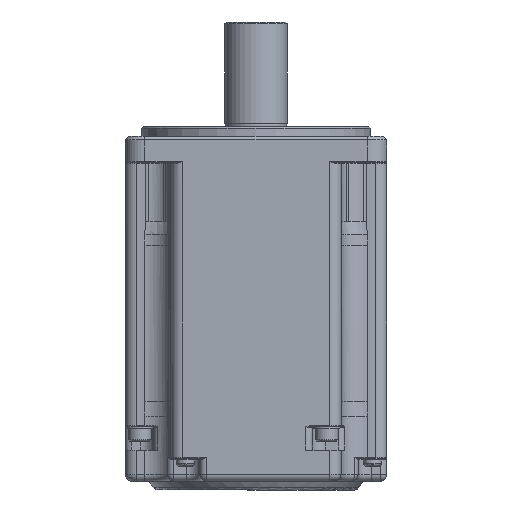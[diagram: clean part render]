
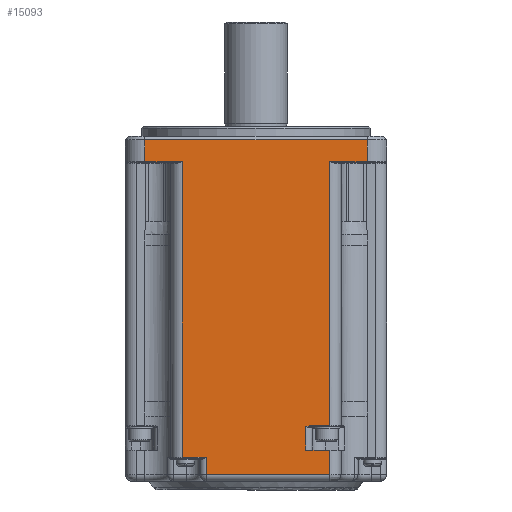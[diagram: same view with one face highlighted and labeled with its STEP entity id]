
A CAD part, front view. The second image highlights one B-rep face of the part: STEP entity #15093.
In plain terms, the highlighted planar face has unit normal (0, -1, 0).
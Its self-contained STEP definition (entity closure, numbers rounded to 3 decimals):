
#3259=CARTESIAN_POINT('',(22.5,-40.,-93.4));
#3260=VERTEX_POINT('',#3259);
#3285=CARTESIAN_POINT('',(-15.2,-40.,-93.4));
#3286=VERTEX_POINT('',#3285);
#3296=CARTESIAN_POINT('',(22.5,-40.,-93.4));
#3297=DIRECTION('',(-1.,0.,0.));
#3298=VECTOR('',#3297,37.7);
#3299=LINE('',#3296,#3298);
#3300=EDGE_CURVE('',#3260,#3286,#3299,.T.);
#4646=CARTESIAN_POINT('',(15.2,-40.,-85.9));
#4647=VERTEX_POINT('',#4646);
#4655=CARTESIAN_POINT('',(22.5,-40.,-85.9));
#4656=VERTEX_POINT('',#4655);
#4657=CARTESIAN_POINT('',(15.2,-40.,-85.9));
#4658=DIRECTION('',(1.,0.,0.));
#4659=VECTOR('',#4658,7.3);
#4660=LINE('',#4657,#4659);
#4661=EDGE_CURVE('',#4647,#4656,#4660,.T.);
#4845=CARTESIAN_POINT('',(22.5,-40.,-78.45));
#4846=VERTEX_POINT('',#4845);
#4869=CARTESIAN_POINT('',(-22.5,-40.,-88.1));
#4870=VERTEX_POINT('',#4869);
#4888=CARTESIAN_POINT('',(-15.2,-40.,-88.1));
#4889=VERTEX_POINT('',#4888);
#4904=CARTESIAN_POINT('',(-15.2,-40.,-88.1));
#4905=DIRECTION('',(-1.,0.,0.));
#4906=VECTOR('',#4905,7.3);
#4907=LINE('',#4904,#4906);
#4908=EDGE_CURVE('',#4889,#4870,#4907,.T.);
#4925=CARTESIAN_POINT('',(-15.2,-40.,-93.4));
#4926=DIRECTION('',(0.,0.,1.));
#4927=VECTOR('',#4926,5.3);
#4928=LINE('',#4925,#4927);
#4929=EDGE_CURVE('',#3286,#4889,#4928,.T.);
#4970=CARTESIAN_POINT('',(22.5,-40.,-85.9));
#4971=DIRECTION('',(0.,0.,-1.));
#4972=VECTOR('',#4971,7.5);
#4973=LINE('',#4970,#4972);
#4974=EDGE_CURVE('',#4656,#3260,#4973,.T.);
#4987=CARTESIAN_POINT('',(15.2,-40.,-78.7));
#4988=VERTEX_POINT('',#4987);
#4989=CARTESIAN_POINT('',(15.2,-40.,-78.7));
#4990=DIRECTION('',(0.,0.,-1.));
#4991=VECTOR('',#4990,7.2);
#4992=LINE('',#4989,#4991);
#4993=EDGE_CURVE('',#4988,#4647,#4992,.T.);
#5190=CARTESIAN_POINT('',(16.615,-40.,-78.45));
#5191=VERTEX_POINT('',#5190);
#5201=CARTESIAN_POINT('',(16.615,-40.,-78.45));
#5202=CARTESIAN_POINT('',(16.572,-40.,-78.451));
#5203=CARTESIAN_POINT('',(16.43,-40.,-78.463));
#5204=CARTESIAN_POINT('',(16.2,-40.,-78.492));
#5205=CARTESIAN_POINT('',(15.953,-40.,-78.528));
#5206=CARTESIAN_POINT('',(15.718,-40.,-78.566));
#5207=CARTESIAN_POINT('',(15.395,-40.,-78.631));
#5208=CARTESIAN_POINT('',(15.247,-40.,-78.674));
#5209=CARTESIAN_POINT('',(15.2,-40.,-78.7));
#5210=B_SPLINE_CURVE_WITH_KNOTS('',3,(#5201,#5202,#5203,#5204,#5205,#5206,#5207,#5208,#5209),.UNSPECIFIED.,.F.,.U.,(4,1,1,1,1,1,4),(0.,0.208,0.375,0.417,0.625,0.75,1.),.UNSPECIFIED.);
#5211=EDGE_CURVE('',#5191,#4988,#5210,.T.);
#5234=CARTESIAN_POINT('',(22.5,-40.,-78.45));
#5235=DIRECTION('',(-1.,0.,0.));
#5236=VECTOR('',#5235,5.885);
#5237=LINE('',#5234,#5236);
#5238=EDGE_CURVE('',#4846,#5191,#5237,.T.);
#15024=CARTESIAN_POINT('',(0.,-40.,-42.2));
#15025=DIRECTION('',(0.,0.,1.));
#15026=DIRECTION('',(0.,-1.,0.));
#15027=AXIS2_PLACEMENT_3D('',#15024,#15026,#15025);
#15028=PLANE('',#15027);
#15029=ORIENTED_EDGE('',*,*,#4908,.F.);
#15030=ORIENTED_EDGE('',*,*,#4929,.F.);
#15031=ORIENTED_EDGE('',*,*,#3300,.F.);
#15032=ORIENTED_EDGE('',*,*,#4974,.F.);
#15033=ORIENTED_EDGE('',*,*,#4661,.F.);
#15034=ORIENTED_EDGE('',*,*,#4993,.F.);
#15035=ORIENTED_EDGE('',*,*,#5211,.F.);
#15036=ORIENTED_EDGE('',*,*,#5238,.F.);
#15037=CARTESIAN_POINT('',(22.5,-40.,2.3));
#15038=VERTEX_POINT('',#15037);
#15039=CARTESIAN_POINT('',(22.5,-40.,2.3));
#15040=DIRECTION('',(0.,0.,-1.));
#15041=VECTOR('',#15040,80.75);
#15042=LINE('',#15039,#15041);
#15043=EDGE_CURVE('',#15038,#4846,#15042,.T.);
#15044=ORIENTED_EDGE('',*,*,#15043,.F.);
#15045=CARTESIAN_POINT('',(34.,-40.,2.3));
#15046=VERTEX_POINT('',#15045);
#15047=CARTESIAN_POINT('',(22.5,-40.,2.3));
#15048=DIRECTION('',(1.,0.,0.));
#15049=VECTOR('',#15048,11.5);
#15050=LINE('',#15047,#15049);
#15051=EDGE_CURVE('',#15038,#15046,#15050,.T.);
#15052=ORIENTED_EDGE('',*,*,#15051,.T.);
#15053=CARTESIAN_POINT('',(34.,-40.,9.));
#15054=VERTEX_POINT('',#15053);
#15055=CARTESIAN_POINT('',(34.,-40.,2.3));
#15056=DIRECTION('',(0.,0.,1.));
#15057=VECTOR('',#15056,6.7);
#15058=LINE('',#15055,#15057);
#15059=EDGE_CURVE('',#15046,#15054,#15058,.T.);
#15060=ORIENTED_EDGE('',*,*,#15059,.T.);
#15061=CARTESIAN_POINT('',(-34.,-40.,9.));
#15062=VERTEX_POINT('',#15061);
#15063=CARTESIAN_POINT('',(34.,-40.,9.));
#15064=DIRECTION('',(-1.,0.,0.));
#15065=VECTOR('',#15064,68.);
#15066=LINE('',#15063,#15065);
#15067=EDGE_CURVE('',#15054,#15062,#15066,.T.);
#15068=ORIENTED_EDGE('',*,*,#15067,.T.);
#15069=CARTESIAN_POINT('',(-34.,-40.,2.3));
#15070=VERTEX_POINT('',#15069);
#15071=CARTESIAN_POINT('',(-34.,-40.,9.));
#15072=DIRECTION('',(0.,0.,-1.));
#15073=VECTOR('',#15072,6.7);
#15074=LINE('',#15071,#15073);
#15075=EDGE_CURVE('',#15062,#15070,#15074,.T.);
#15076=ORIENTED_EDGE('',*,*,#15075,.T.);
#15077=CARTESIAN_POINT('',(-22.5,-40.,2.3));
#15078=VERTEX_POINT('',#15077);
#15079=CARTESIAN_POINT('',(-34.,-40.,2.3));
#15080=DIRECTION('',(1.,0.,0.));
#15081=VECTOR('',#15080,11.5);
#15082=LINE('',#15079,#15081);
#15083=EDGE_CURVE('',#15070,#15078,#15082,.T.);
#15084=ORIENTED_EDGE('',*,*,#15083,.T.);
#15085=CARTESIAN_POINT('',(-22.5,-40.,-88.1));
#15086=DIRECTION('',(0.,0.,1.));
#15087=VECTOR('',#15086,90.4);
#15088=LINE('',#15085,#15087);
#15089=EDGE_CURVE('',#4870,#15078,#15088,.T.);
#15090=ORIENTED_EDGE('',*,*,#15089,.F.);
#15091=EDGE_LOOP('',(#15029,#15030,#15031,#15032,#15033,#15034,#15035,#15036,#15044,#15052,#15060,#15068,#15076,#15084,#15090));
#15092=FACE_OUTER_BOUND('',#15091,.T.);
#15093=ADVANCED_FACE('',(#15092),#15028,.T.);
